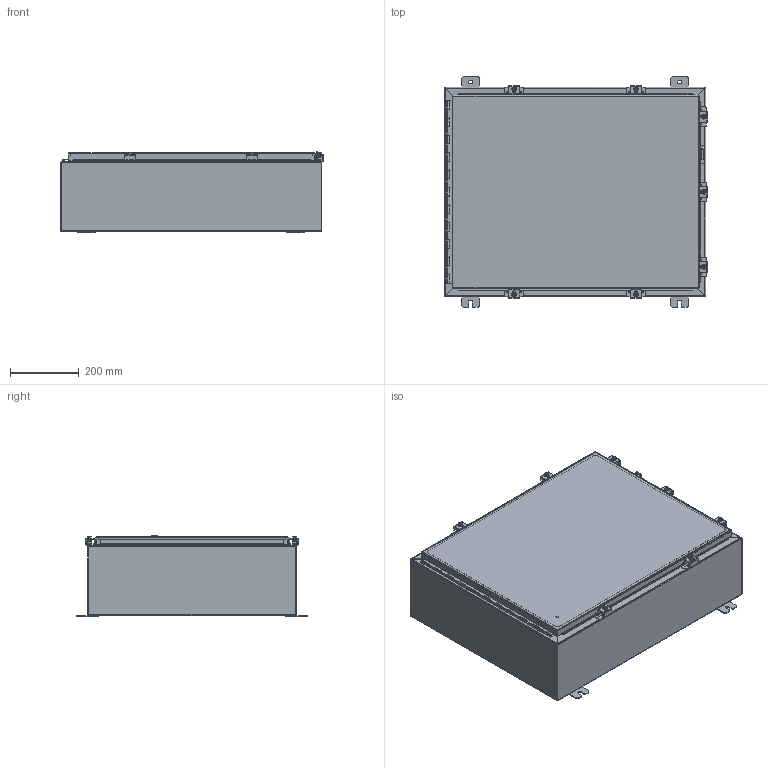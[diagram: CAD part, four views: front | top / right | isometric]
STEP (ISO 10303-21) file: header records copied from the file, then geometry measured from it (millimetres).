
FILE_DESCRIPTION (( 'STEP AP214' ), '1' );
FILE_NAME ('SSN4243008A.STEP', '2016-02-09T20:47:55', ( '' ), ( '' ), 'SwSTEP 2.0', 'SolidWorks 2014', '' );
FILE_SCHEMA (( 'AUTOMOTIVE_DESIGN' ));
Length unit declared in the file: inch
Products named in the file (19): SSN4243008A; 30818; 30824; 30824-4; 30824-3; 30824-2; 30824-1; 38859; 32874-24; 32874-24P; 32874-24L; 32874-24T; SSN42430ALID; 38846; 22x28; 32912; SSN4243008ABKP; 38412; 34871
Assembly tree (36 placements, depth 3):
  SSN4243008A
    34871  x4
    38412
    SSN4243008ABKP
    32912
    22x28
    38846
    SSN42430ALID
    32874-24
      32874-24T
      32874-24L
      32874-24P
    38859  x4
    30824  x7
      30824-1
      30824-2
      30824-3
      30824-4
    30818  x7
Bounding box: 767.48 x 673.1 x 237.62 mm (x, y, z)
Volume: 3390429.5 mm3; surface area: 3504719.6 mm2
Topology: 52 solids, 52 shells, 2024 faces, 5240 edges, 3362 vertices
Faces by surface type: cylinder 875, plane 782, bspline 199, torus 86, sphere 42, cone 40
Entity records: 37888 total; most frequent: CARTESIAN_POINT 10420, ORIENTED_EDGE 4224, DIRECTION 4206, EDGE_CURVE 2112, AXIS2_PLACEMENT_3D 1464, VERTEX_POINT 1340, VECTOR 1278, LINE 1278
